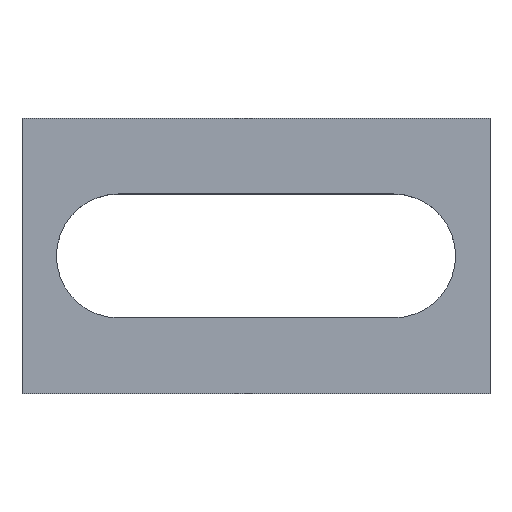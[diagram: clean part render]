
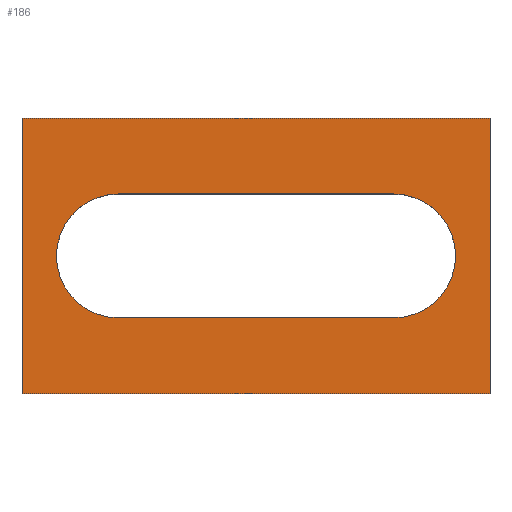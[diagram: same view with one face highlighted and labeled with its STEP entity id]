
A CAD part, top view. The second image highlights one B-rep face of the part: STEP entity #186.
In plain terms, the highlighted planar face has unit normal (0, 0, 1).
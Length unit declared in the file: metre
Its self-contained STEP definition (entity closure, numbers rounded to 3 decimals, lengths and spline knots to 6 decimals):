
#13=CIRCLE('',#206,0.0045);
#15=CIRCLE('',#210,0.0045);
#50=ORIENTED_EDGE('',*,*,#78,.F.);
#51=ORIENTED_EDGE('',*,*,#82,.T.);
#52=ORIENTED_EDGE('',*,*,#85,.F.);
#53=ORIENTED_EDGE('',*,*,#87,.F.);
#54=ORIENTED_EDGE('',*,*,#68,.F.);
#55=ORIENTED_EDGE('',*,*,#72,.T.);
#56=ORIENTED_EDGE('',*,*,#75,.T.);
#57=ORIENTED_EDGE('',*,*,#89,.F.);
#68=EDGE_CURVE('',#92,#93,#108,.T.);
#72=EDGE_CURVE('',#92,#95,#112,.T.);
#75=EDGE_CURVE('',#95,#97,#115,.T.);
#78=EDGE_CURVE('',#100,#101,#13,.T.);
#82=EDGE_CURVE('',#100,#103,#120,.T.);
#85=EDGE_CURVE('',#105,#103,#15,.T.);
#87=EDGE_CURVE('',#101,#105,#123,.T.);
#89=EDGE_CURVE('',#93,#97,#125,.T.);
#92=VERTEX_POINT('',#271);
#93=VERTEX_POINT('',#273);
#95=VERTEX_POINT('',#279);
#97=VERTEX_POINT('',#285);
#100=VERTEX_POINT('',#292);
#101=VERTEX_POINT('',#294);
#103=VERTEX_POINT('',#300);
#105=VERTEX_POINT('',#306);
#108=LINE('',#272,#128);
#112=LINE('',#280,#132);
#115=LINE('',#286,#135);
#120=LINE('',#301,#140);
#123=LINE('',#310,#143);
#125=LINE('',#313,#145);
#128=VECTOR('',#221,1.);
#132=VECTOR('',#227,1.);
#135=VECTOR('',#232,1.);
#140=VECTOR('',#245,1.);
#143=VECTOR('',#256,1.);
#145=VECTOR('',#260,1.);
#154=EDGE_LOOP('',(#50,#51,#52,#53));
#155=EDGE_LOOP('',(#54,#55,#56,#57));
#166=FACE_BOUND('',#154,.T.);
#167=FACE_BOUND('',#155,.T.);
#176=PLANE('',#213);
#186=ADVANCED_FACE('',(#166,#167),#176,.T.);
#206=AXIS2_PLACEMENT_3D('',#293,#238,#239);
#210=AXIS2_PLACEMENT_3D('',#307,#251,#252);
#213=AXIS2_PLACEMENT_3D('',#314,#261,#262);
#221=DIRECTION('',(-1.,0.,0.));
#227=DIRECTION('',(0.,1.,0.));
#232=DIRECTION('',(-1.,0.,0.));
#238=DIRECTION('',(0.,0.,1.));
#239=DIRECTION('',(1.,0.,0.));
#245=DIRECTION('',(1.,0.,0.));
#251=DIRECTION('',(0.,0.,1.));
#252=DIRECTION('',(1.,0.,0.));
#256=DIRECTION('',(1.,0.,0.));
#260=DIRECTION('',(0.,1.,0.));
#261=DIRECTION('',(0.,0.,1.));
#262=DIRECTION('',(1.,0.,0.));
#271=CARTESIAN_POINT('',(0.017,-0.01,0.0058));
#272=CARTESIAN_POINT('',(0.,-0.01,0.0058));
#273=CARTESIAN_POINT('',(-0.017,-0.01,0.0058));
#279=CARTESIAN_POINT('',(0.017,0.01,0.0058));
#280=CARTESIAN_POINT('',(0.017,0.,0.0058));
#285=CARTESIAN_POINT('',(-0.017,0.01,0.0058));
#286=CARTESIAN_POINT('',(0.,0.01,0.0058));
#292=CARTESIAN_POINT('',(-0.01,0.0045,0.0058));
#293=CARTESIAN_POINT('',(-0.01,0.,0.0058));
#294=CARTESIAN_POINT('',(-0.01,-0.0045,0.0058));
#300=CARTESIAN_POINT('',(0.01,0.0045,0.0058));
#301=CARTESIAN_POINT('',(0.,0.0045,0.0058));
#306=CARTESIAN_POINT('',(0.01,-0.0045,0.0058));
#307=CARTESIAN_POINT('',(0.01,0.,0.0058));
#310=CARTESIAN_POINT('',(0.,-0.0045,0.0058));
#313=CARTESIAN_POINT('',(-0.017,0.,0.0058));
#314=CARTESIAN_POINT('',(0.,0.,0.0058));
